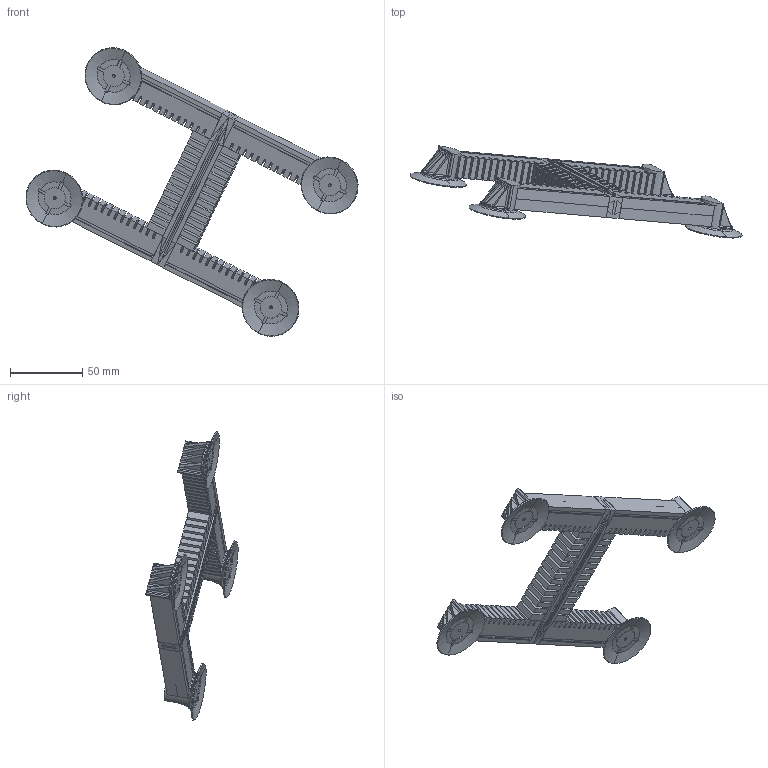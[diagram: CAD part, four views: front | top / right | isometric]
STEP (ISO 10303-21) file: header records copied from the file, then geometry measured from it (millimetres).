
FILE_DESCRIPTION (( 'STEP AP203' ), '1' );
FILE_NAME ('render_smallbot.STEP', '2019-02-23T19:42:48', ( '' ), ( '' ), 'SwSTEP 2.0', 'SolidWorks 2017', '' );
FILE_SCHEMA (( 'CONFIG_CONTROL_DESIGN' ));
Length unit declared in the file: millimetre
Products named in the file (8): small_render_leg_R; render_torso_base; render_smallbot; small_render_base; small_render_leg; render_suctionCup_Standard; small_render_leg_L; small_render_belly
Assembly tree (13 placements, depth 3):
  render_smallbot
    small_render_leg_L  x2
      small_render_base
      small_render_leg
      render_suctionCup_Standard
    small_render_belly  x2
    small_render_leg_R  x2
      small_render_base
      small_render_leg
      render_suctionCup_Standard
    render_torso_base
Bounding box: 229.62 x 63.73 x 199.47 mm (x, y, z)
Volume: 104845.9 mm3; surface area: 138402.1 mm2
Topology: 15 solids, 15 shells, 2714 faces, 7296 edges, 4768 vertices
Faces by surface type: plane 2330, cylinder 292, sphere 36, cone 24, torus 20, bspline 12
Entity records: 28462 total; most frequent: CARTESIAN_POINT 5299, ORIENTED_EDGE 4770, DIRECTION 4231, EDGE_CURVE 2385, LINE 2165, VECTOR 2165, VERTEX_POINT 1559, AXIS2_PLACEMENT_3D 1033
